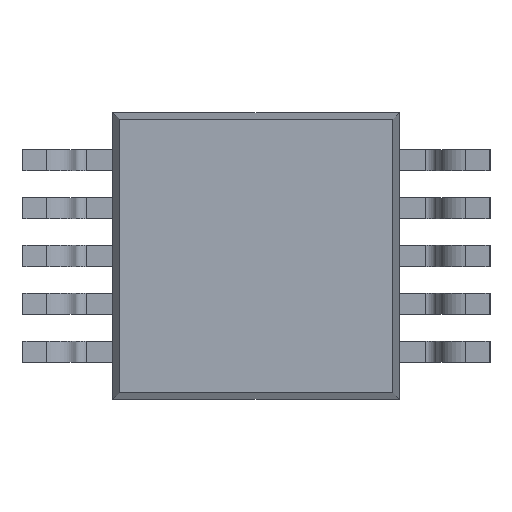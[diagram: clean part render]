
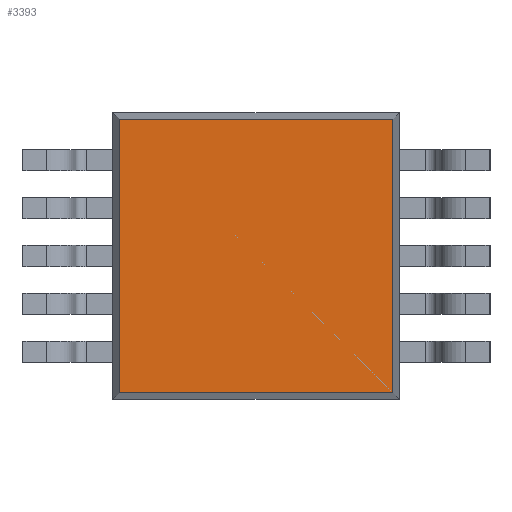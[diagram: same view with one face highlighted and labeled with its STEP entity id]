
A CAD part, front view. The second image highlights one B-rep face of the part: STEP entity #3393.
In plain terms, the highlighted planar face has unit normal (0, -1, 0).
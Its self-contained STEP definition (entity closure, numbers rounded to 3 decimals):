
#84 = VERTEX_POINT ( 'NONE', #3180 ) ;
#165 = EDGE_CURVE ( 'NONE', #1891, #84, #2728, .T. ) ;
#311 = VECTOR ( 'NONE', #1593, 1000. ) ;
#440 = DIRECTION ( 'NONE',  ( 0., 0., -1. ) ) ;
#518 = EDGE_CURVE ( 'NONE', #3637, #1891, #2547, .T. ) ;
#864 = ORIENTED_EDGE ( 'NONE', *, *, #1765, .T. ) ;
#1080 = EDGE_LOOP ( 'NONE', ( #2031, #4264, #2779, #864 ) ) ;
#1348 = CARTESIAN_POINT ( 'NONE',  ( 1.432, 0.152, -1.432 ) ) ;
#1593 = DIRECTION ( 'NONE',  ( 0., 0., -1. ) ) ;
#1765 = EDGE_CURVE ( 'NONE', #84, #4737, #1858, .T. ) ;
#1786 = DIRECTION ( 'NONE',  ( 1., 0., 0. ) ) ;
#1858 = LINE ( 'NONE', #1994, #311 ) ;
#1891 = VERTEX_POINT ( 'NONE', #2444 ) ;
#1994 = CARTESIAN_POINT ( 'NONE',  ( -1.432, 0.152, 1.5 ) ) ;
#2031 = ORIENTED_EDGE ( 'NONE', *, *, #2561, .T. ) ;
#2183 = DIRECTION ( 'NONE',  ( -1., 0., 0. ) ) ;
#2374 = LINE ( 'NONE', #2518, #4947 ) ;
#2444 = CARTESIAN_POINT ( 'NONE',  ( 1.432, 0.152, 1.432 ) ) ;
#2518 = CARTESIAN_POINT ( 'NONE',  ( -1.5, 0.152, -1.432 ) ) ;
#2534 = CARTESIAN_POINT ( 'NONE',  ( 1.5, 0.152, 1.432 ) ) ;
#2547 = LINE ( 'NONE', #4327, #2656 ) ;
#2561 = EDGE_CURVE ( 'NONE', #4737, #3637, #2374, .T. ) ;
#2576 = CARTESIAN_POINT ( 'NONE',  ( -1.432, 0.152, -1.432 ) ) ;
#2656 = VECTOR ( 'NONE', #4657, 1000. ) ;
#2728 = LINE ( 'NONE', #2534, #3732 ) ;
#2741 = CARTESIAN_POINT ( 'NONE',  ( 0., 0.152, 0. ) ) ;
#2779 = ORIENTED_EDGE ( 'NONE', *, *, #165, .T. ) ;
#3133 = FACE_OUTER_BOUND ( 'NONE', #1080, .T. ) ;
#3180 = CARTESIAN_POINT ( 'NONE',  ( -1.432, 0.152, 1.432 ) ) ;
#3393 = ADVANCED_FACE ( 'NONE', ( #3133 ), #3878, .T. ) ;
#3474 = DIRECTION ( 'NONE',  ( 0., -1., 0. ) ) ;
#3637 = VERTEX_POINT ( 'NONE', #1348 ) ;
#3732 = VECTOR ( 'NONE', #2183, 1000. ) ;
#3878 = PLANE ( 'NONE',  #4167 ) ;
#4167 = AXIS2_PLACEMENT_3D ( 'NONE', #2741, #3474, #440 ) ;
#4264 = ORIENTED_EDGE ( 'NONE', *, *, #518, .T. ) ;
#4327 = CARTESIAN_POINT ( 'NONE',  ( 1.432, 0.152, -1.5 ) ) ;
#4657 = DIRECTION ( 'NONE',  ( 0., 0., 1. ) ) ;
#4737 = VERTEX_POINT ( 'NONE', #2576 ) ;
#4947 = VECTOR ( 'NONE', #1786, 1000. ) ;
